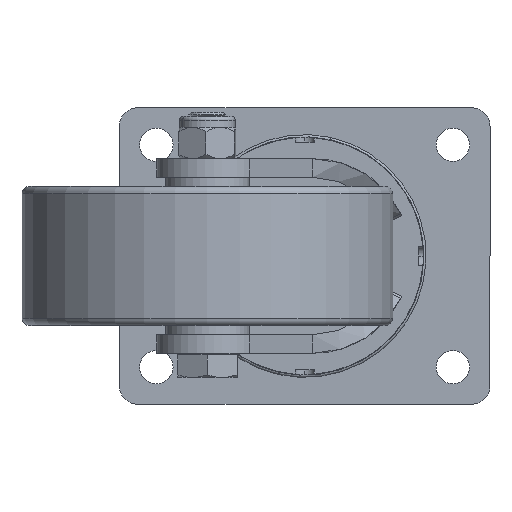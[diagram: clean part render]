
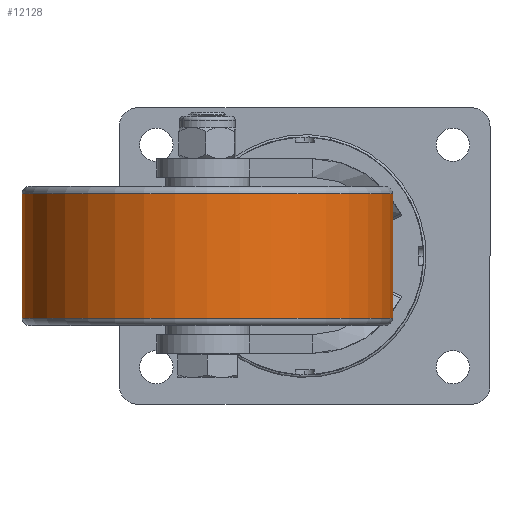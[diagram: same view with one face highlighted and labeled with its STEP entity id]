
A CAD part, front view. The second image highlights one B-rep face of the part: STEP entity #12128.
In plain terms, the highlighted cylindrical face has radius 100 mm (diameter 200 mm), a partial arc.
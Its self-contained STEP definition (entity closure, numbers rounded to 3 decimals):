
#630 = DIRECTION ( 'NONE',  ( 0., 0., 1. ) ) ;
#1043 = DIRECTION ( 'NONE',  ( -1., 0., 0. ) ) ;
#1110 = ORIENTED_EDGE ( 'NONE', *, *, #4845, .F. ) ;
#1301 = VERTEX_POINT ( 'NONE', #15065 ) ;
#1912 = EDGE_CURVE ( 'NONE', #9432, #1301, #3444, .T. ) ;
#2128 = EDGE_LOOP ( 'NONE', ( #1110, #9023, #5688, #10059 ) ) ;
#2960 = VERTEX_POINT ( 'NONE', #7420 ) ;
#3305 = AXIS2_PLACEMENT_3D ( 'NONE', #3895, #10937, #12131 ) ;
#3444 = LINE ( 'NONE', #11070, #14488 ) ;
#3895 = CARTESIAN_POINT ( 'NONE',  ( -52.495, -160., -33.5 ) ) ;
#4147 = DIRECTION ( 'NONE',  ( 0., 0., 1. ) ) ;
#4638 = VECTOR ( 'NONE', #4147, 1000. ) ;
#4845 = EDGE_CURVE ( 'NONE', #2960, #11324, #12191, .T. ) ;
#5240 = CARTESIAN_POINT ( 'NONE',  ( -52.495, -160., 111.573 ) ) ;
#5582 = CARTESIAN_POINT ( 'NONE',  ( 47.505, -160., -33.5 ) ) ;
#5688 = ORIENTED_EDGE ( 'NONE', *, *, #1912, .T. ) ;
#6535 = AXIS2_PLACEMENT_3D ( 'NONE', #5240, #630, #12342 ) ;
#6634 = CIRCLE ( 'NONE', #3305, 100. ) ;
#7420 = CARTESIAN_POINT ( 'NONE',  ( -152.495, -160., -33.5 ) ) ;
#7469 = DIRECTION ( 'NONE',  ( 0., 0., 1. ) ) ;
#9023 = ORIENTED_EDGE ( 'NONE', *, *, #12943, .T. ) ;
#9241 = FACE_OUTER_BOUND ( 'NONE', #2128, .T. ) ;
#9432 = VERTEX_POINT ( 'NONE', #5582 ) ;
#9606 = CYLINDRICAL_SURFACE ( 'NONE', #6535, 100. ) ;
#10059 = ORIENTED_EDGE ( 'NONE', *, *, #11762, .T. ) ;
#10937 = DIRECTION ( 'NONE',  ( 0., 0., 1. ) ) ;
#11070 = CARTESIAN_POINT ( 'NONE',  ( 47.505, -160., 111.573 ) ) ;
#11187 = CARTESIAN_POINT ( 'NONE',  ( -152.495, -160., 111.573 ) ) ;
#11324 = VERTEX_POINT ( 'NONE', #11543 ) ;
#11543 = CARTESIAN_POINT ( 'NONE',  ( -152.495, -160., 33.5 ) ) ;
#11762 = EDGE_CURVE ( 'NONE', #1301, #11324, #13303, .T. ) ;
#12128 = ADVANCED_FACE ( 'NONE', ( #9241 ), #9606, .T. ) ;
#12131 = DIRECTION ( 'NONE',  ( -1., 0., 0. ) ) ;
#12191 = LINE ( 'NONE', #11187, #4638 ) ;
#12342 = DIRECTION ( 'NONE',  ( 1., 0., 0. ) ) ;
#12823 = CARTESIAN_POINT ( 'NONE',  ( -52.495, -160., 33.5 ) ) ;
#12943 = EDGE_CURVE ( 'NONE', #2960, #9432, #6634, .T. ) ;
#13303 = CIRCLE ( 'NONE', #14430, 100. ) ;
#14430 = AXIS2_PLACEMENT_3D ( 'NONE', #12823, #15036, #1043 ) ;
#14488 = VECTOR ( 'NONE', #7469, 1000. ) ;
#15036 = DIRECTION ( 'NONE',  ( 0., 0., -1. ) ) ;
#15065 = CARTESIAN_POINT ( 'NONE',  ( 47.505, -160., 33.5 ) ) ;
